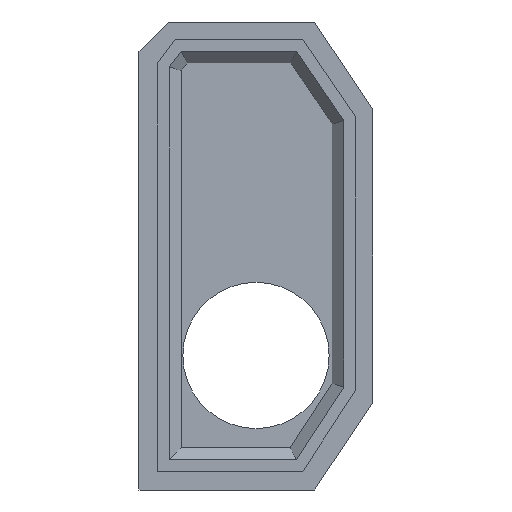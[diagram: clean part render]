
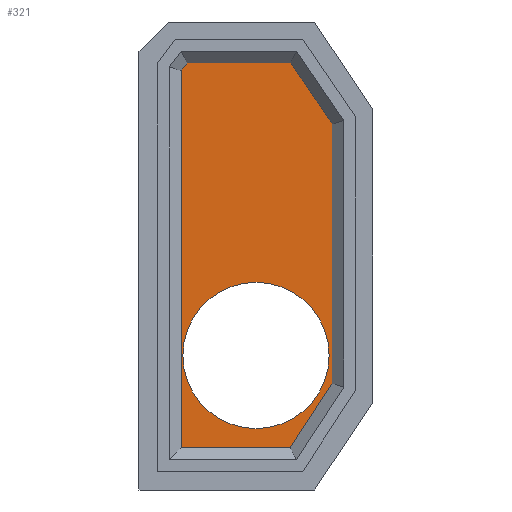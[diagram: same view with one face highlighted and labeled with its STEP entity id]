
A CAD part, front view. The second image highlights one B-rep face of the part: STEP entity #321.
In plain terms, the highlighted planar face has unit normal (0, -1, 0).
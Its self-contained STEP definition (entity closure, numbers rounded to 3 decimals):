
#93 = VERTEX_POINT('',#94);
#94 = CARTESIAN_POINT('',(33.,-5.,18.189));
#102 = VERTEX_POINT('',#103);
#103 = CARTESIAN_POINT('',(33.,-5.,62.566));
#109 = EDGE_CURVE('',#93,#102,#110,.T.);
#110 = LINE('',#111,#112);
#111 = CARTESIAN_POINT('',(33.,-5.,17.595));
#112 = VECTOR('',#113,1.);
#113 = DIRECTION('',(0.,0.,1.));
#280 = VERTEX_POINT('',#281);
#281 = CARTESIAN_POINT('',(25.886,-5.,73.));
#287 = EDGE_CURVE('',#102,#280,#288,.T.);
#288 = LINE('',#289,#290);
#289 = CARTESIAN_POINT('',(33.348,-5.,62.056));
#290 = VECTOR('',#291,1.);
#291 = DIRECTION('',(-0.563,0.,0.826));
#302 = VERTEX_POINT('',#303);
#303 = CARTESIAN_POINT('',(25.833,-5.,7.2));
#311 = EDGE_CURVE('',#302,#93,#312,.T.);
#312 = LINE('',#313,#314);
#313 = CARTESIAN_POINT('',(25.241,-5.,6.293));
#314 = VECTOR('',#315,1.);
#315 = DIRECTION('',(0.546,0.,0.838));
#321 = ADVANCED_FACE('',(#322,#357),#368,.F.);
#322 = FACE_BOUND('',#323,.F.);
#323 = EDGE_LOOP('',(#324,#334,#342,#348,#349,#350,#351));
#324 = ORIENTED_EDGE('',*,*,#325,.F.);
#325 = EDGE_CURVE('',#326,#328,#330,.T.);
#326 = VERTEX_POINT('',#327);
#327 = CARTESIAN_POINT('',(7.2,-5.,71.667));
#328 = VERTEX_POINT('',#329);
#329 = CARTESIAN_POINT('',(7.2,-5.,7.2));
#330 = LINE('',#331,#332);
#331 = CARTESIAN_POINT('',(7.2,-5.,72.333));
#332 = VECTOR('',#333,1.);
#333 = DIRECTION('',(0.,0.,-1.));
#334 = ORIENTED_EDGE('',*,*,#335,.F.);
#335 = EDGE_CURVE('',#336,#326,#338,.T.);
#336 = VERTEX_POINT('',#337);
#337 = CARTESIAN_POINT('',(8.2,-5.,73.));
#338 = LINE('',#339,#340);
#339 = CARTESIAN_POINT('',(8.8,-5.,73.8));
#340 = VECTOR('',#341,1.);
#341 = DIRECTION('',(-0.6,0.,-0.8));
#342 = ORIENTED_EDGE('',*,*,#343,.F.);
#343 = EDGE_CURVE('',#280,#336,#344,.T.);
#344 = LINE('',#345,#346);
#345 = CARTESIAN_POINT('',(26.943,-5.,73.));
#346 = VECTOR('',#347,1.);
#347 = DIRECTION('',(-1.,0.,0.));
#348 = ORIENTED_EDGE('',*,*,#287,.F.);
#349 = ORIENTED_EDGE('',*,*,#109,.F.);
#350 = ORIENTED_EDGE('',*,*,#311,.F.);
#351 = ORIENTED_EDGE('',*,*,#352,.F.);
#352 = EDGE_CURVE('',#328,#302,#353,.T.);
#353 = LINE('',#354,#355);
#354 = CARTESIAN_POINT('',(5.2,-5.,7.2));
#355 = VECTOR('',#356,1.);
#356 = DIRECTION('',(1.,0.,0.));
#357 = FACE_BOUND('',#358,.F.);
#358 = EDGE_LOOP('',(#359));
#359 = ORIENTED_EDGE('',*,*,#360,.F.);
#360 = EDGE_CURVE('',#361,#361,#363,.T.);
#361 = VERTEX_POINT('',#362);
#362 = CARTESIAN_POINT('',(32.5,-5.,23.));
#363 = CIRCLE('',#364,12.5);
#364 = AXIS2_PLACEMENT_3D('',#365,#366,#367);
#365 = CARTESIAN_POINT('',(20.,-5.,23.));
#366 = DIRECTION('',(0.,1.,0.));
#367 = DIRECTION('',(1.,0.,0.));
#368 = PLANE('',#369);
#369 = AXIS2_PLACEMENT_3D('',#370,#371,#372);
#370 = CARTESIAN_POINT('',(18.676,-5.,39.452));
#371 = DIRECTION('',(0.,1.,0.));
#372 = DIRECTION('',(0.,0.,1.));
